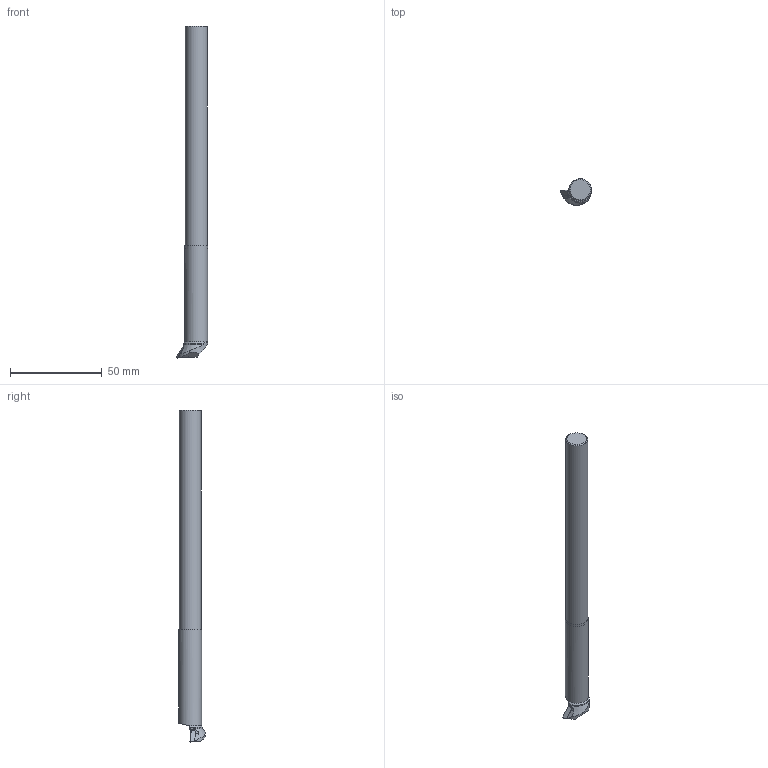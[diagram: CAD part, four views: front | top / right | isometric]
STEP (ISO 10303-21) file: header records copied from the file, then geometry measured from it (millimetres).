
FILE_DESCRIPTION(/* description */ (''),/* implementation_level */ '2;1');
FILE_NAME(/* name */ '1545394213804.stp',/* time_stamp */ '2018-12-21T13:10:26+01:00',/* author */ (''),/* organization */ ('SMS'),/* preprocessor_version */ 'ST-DEVELOPER v15',/* originating_system */ 'SIEMENS PLM Software NX 8.5',/* authorisation */ '');
FILE_SCHEMA (('AUTOMOTIVE_DESIGN { 1 0 10303 214 3 1 1 1 }'));
Length unit declared in the file: millimetre
Products named in the file (4): ASSEMBLY_CONSTRUCTION; IsoTurningInsert; 202041859mod000_00; 202041886mod000_00
Assembly tree (3 placements, depth 2):
  202041886mod000_00
    202041859mod000_00
    IsoTurningInsert
    ASSEMBLY_CONSTRUCTION
Bounding box: 17.1 x 14.45 x 181.25 mm (x, y, z)
Volume: 17767.1 mm3; surface area: 8843 mm2
Topology: 2 solids, 3 shells, 48 faces, 121 edges, 84 vertices
Faces by surface type: plane 25, cone 10, cylinder 9, extrusion 2, torus 2
Full cylindrical faces by diameter (mm): 2.8 x1, 9.55 x1, 10.4 x1, 12 x1, 12.45 x1
Entity records: 1599 total; most frequent: CARTESIAN_POINT 367, DIRECTION 238, ORIENTED_EDGE 198, EDGE_CURVE 99, AXIS2_PLACEMENT_3D 94, VERTEX_POINT 71, EDGE_LOOP 64, VECTOR 50
